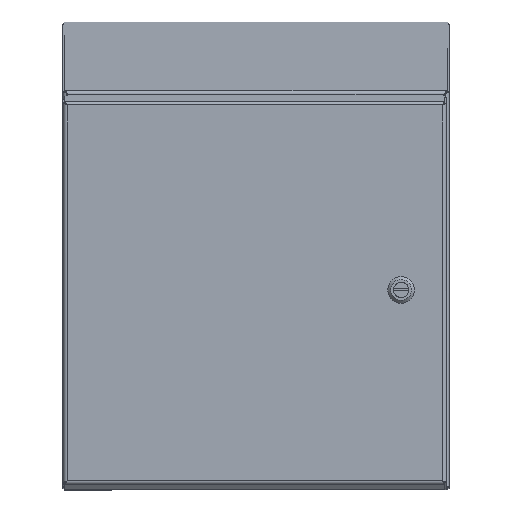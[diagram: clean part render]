
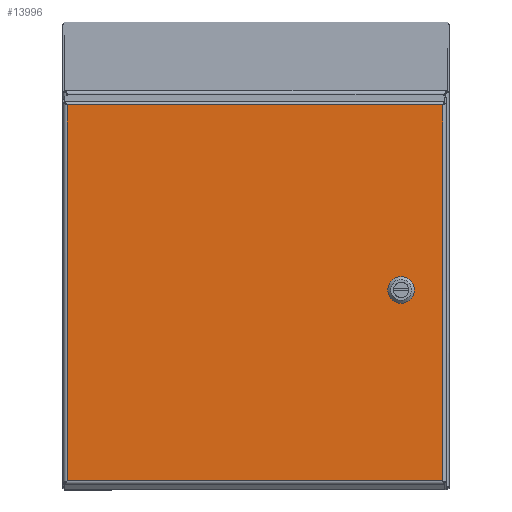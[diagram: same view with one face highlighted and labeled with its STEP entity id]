
A CAD part, top view. The second image highlights one B-rep face of the part: STEP entity #13996.
In plain terms, the highlighted planar face has unit normal (0, 0, 1).
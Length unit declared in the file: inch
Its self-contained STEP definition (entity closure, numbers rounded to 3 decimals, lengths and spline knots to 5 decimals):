
#560=PLANE('',#15141);
#1550=LINE('',#28087,#2627);
#1554=LINE('',#28099,#2631);
#1558=LINE('',#28111,#2635);
#1562=LINE('',#28121,#2639);
#1568=LINE('',#28156,#2645);
#1601=LINE('',#28472,#2678);
#1612=LINE('',#28738,#2689);
#1613=LINE('',#28740,#2690);
#2627=VECTOR('',#17841,0.42712);
#2631=VECTOR('',#17853,0.42712);
#2635=VECTOR('',#17865,0.42712);
#2639=VECTOR('',#17877,0.42712);
#2645=VECTOR('',#17887,15.57984);
#2678=VECTOR('',#17948,15.57984);
#2689=VECTOR('',#17975,15.5695);
#2690=VECTOR('',#17978,15.5695);
#3408=FACE_BOUND('',#5054,.T.);
#4021=FACE_OUTER_BOUND('',#5053,.T.);
#5053=EDGE_LOOP('',(#11387,#11388,#11389,#11390));
#5054=EDGE_LOOP('',(#11391,#11392,#11393,#11394,#11395,#11396,#11397,#11398));
#5704=CIRCLE('',#15102,0.453);
#5706=CIRCLE('',#15106,0.453);
#5708=CIRCLE('',#15110,0.453);
#5710=CIRCLE('',#15114,0.453);
#6632=VERTEX_POINT('',#28078);
#6633=VERTEX_POINT('',#28080);
#6635=VERTEX_POINT('',#28086);
#6637=VERTEX_POINT('',#28092);
#6639=VERTEX_POINT('',#28098);
#6641=VERTEX_POINT('',#28104);
#6643=VERTEX_POINT('',#28110);
#6645=VERTEX_POINT('',#28116);
#6651=VERTEX_POINT('',#28133);
#6654=VERTEX_POINT('',#28148);
#6681=VERTEX_POINT('',#28427);
#6683=VERTEX_POINT('',#28471);
#8231=EDGE_CURVE('',#6633,#6632,#5704,.T.);
#8234=EDGE_CURVE('',#6635,#6633,#1550,.T.);
#8237=EDGE_CURVE('',#6637,#6635,#5706,.T.);
#8240=EDGE_CURVE('',#6639,#6637,#1554,.T.);
#8243=EDGE_CURVE('',#6641,#6639,#5708,.T.);
#8246=EDGE_CURVE('',#6643,#6641,#1558,.T.);
#8249=EDGE_CURVE('',#6645,#6643,#5710,.T.);
#8252=EDGE_CURVE('',#6632,#6645,#1562,.T.);
#8261=EDGE_CURVE('',#6651,#6654,#1568,.T.);
#8310=EDGE_CURVE('',#6683,#6681,#1601,.T.);
#8330=EDGE_CURVE('',#6654,#6683,#1612,.T.);
#8331=EDGE_CURVE('',#6681,#6651,#1613,.T.);
#11387=ORIENTED_EDGE('',*,*,#8331,.T.);
#11388=ORIENTED_EDGE('',*,*,#8261,.T.);
#11389=ORIENTED_EDGE('',*,*,#8330,.T.);
#11390=ORIENTED_EDGE('',*,*,#8310,.T.);
#11391=ORIENTED_EDGE('',*,*,#8231,.T.);
#11392=ORIENTED_EDGE('',*,*,#8252,.T.);
#11393=ORIENTED_EDGE('',*,*,#8249,.T.);
#11394=ORIENTED_EDGE('',*,*,#8246,.T.);
#11395=ORIENTED_EDGE('',*,*,#8243,.T.);
#11396=ORIENTED_EDGE('',*,*,#8240,.T.);
#11397=ORIENTED_EDGE('',*,*,#8237,.T.);
#11398=ORIENTED_EDGE('',*,*,#8234,.T.);
#13996=ADVANCED_FACE('',(#4021,#3408),#560,.T.);
#15102=AXIS2_PLACEMENT_3D('',#28081,#17835,#17836);
#15106=AXIS2_PLACEMENT_3D('',#28093,#17847,#17848);
#15110=AXIS2_PLACEMENT_3D('',#28105,#17859,#17860);
#15114=AXIS2_PLACEMENT_3D('',#28117,#17871,#17872);
#15141=AXIS2_PLACEMENT_3D('',#28741,#17979,#17980);
#17835=DIRECTION('center_axis',(0.,0.,-1.));
#17836=DIRECTION('ref_axis',(0.882,0.471,0.));
#17841=DIRECTION('',(1.,0.,0.));
#17847=DIRECTION('center_axis',(0.,0.,-1.));
#17848=DIRECTION('ref_axis',(-0.471,0.882,0.));
#17853=DIRECTION('',(0.,1.,0.));
#17859=DIRECTION('center_axis',(0.,0.,-1.));
#17860=DIRECTION('ref_axis',(-0.882,-0.471,0.));
#17865=DIRECTION('',(-1.,0.,0.));
#17871=DIRECTION('center_axis',(0.,0.,-1.));
#17872=DIRECTION('ref_axis',(0.471,-0.882,0.));
#17877=DIRECTION('',(0.,-1.,0.));
#17887=DIRECTION('',(0.,1.,0.));
#17948=DIRECTION('',(0.,-1.,0.));
#17975=DIRECTION('',(-1.,0.,0.));
#17978=DIRECTION('',(1.,0.,0.));
#17979=DIRECTION('center_axis',(0.,0.,1.));
#17980=DIRECTION('ref_axis',(1.,0.,0.));
#28078=CARTESIAN_POINT('',(13.96087,-7.05816,0.059));
#28080=CARTESIAN_POINT('',(13.77499,-6.87223,0.059));
#28081=CARTESIAN_POINT('Origin',(13.56134,-7.27168,0.059));
#28086=CARTESIAN_POINT('',(13.34787,-6.87223,0.059));
#28087=CARTESIAN_POINT('',(10.63693,-6.87223,0.059));
#28092=CARTESIAN_POINT('',(13.16187,-7.05816,0.059));
#28093=CARTESIAN_POINT('Origin',(13.56134,-7.27177,0.059));
#28098=CARTESIAN_POINT('',(13.16187,-7.48529,0.059));
#28099=CARTESIAN_POINT('',(13.16187,-7.22744,0.059));
#28104=CARTESIAN_POINT('',(13.3478,-7.67123,0.059));
#28105=CARTESIAN_POINT('Origin',(13.56137,-7.27173,0.059));
#28110=CARTESIAN_POINT('',(13.77493,-7.67123,0.059));
#28111=CARTESIAN_POINT('',(10.42333,-7.67123,0.059));
#28116=CARTESIAN_POINT('',(13.96087,-7.48529,0.059));
#28117=CARTESIAN_POINT('Origin',(13.56137,-7.27173,0.059));
#28121=CARTESIAN_POINT('',(13.96087,-7.44101,0.059));
#28133=CARTESIAN_POINT('',(15.28362,-15.18664,0.059));
#28148=CARTESIAN_POINT('',(15.28362,0.39319,0.059));
#28156=CARTESIAN_POINT('',(15.28362,-11.34516,0.059));
#28427=CARTESIAN_POINT('',(-0.28588,-15.18664,0.059));
#28471=CARTESIAN_POINT('',(-0.28588,0.39319,0.059));
#28472=CARTESIAN_POINT('',(-0.28588,-3.44829,0.059));
#28738=CARTESIAN_POINT('',(11.39124,0.39319,0.059));
#28740=CARTESIAN_POINT('',(3.60649,-15.18664,0.059));
#28741=CARTESIAN_POINT('Origin',(7.49887,-7.39673,0.059));
